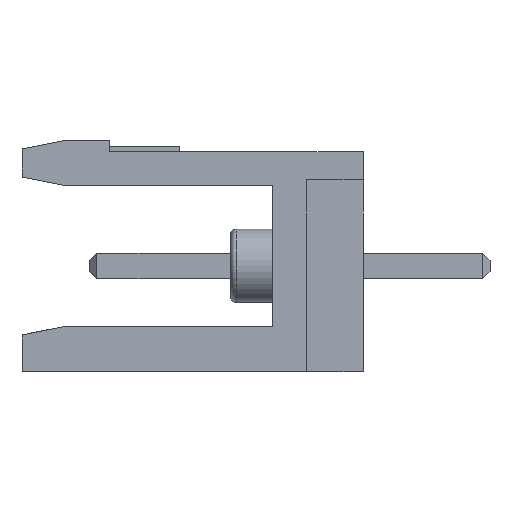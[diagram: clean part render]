
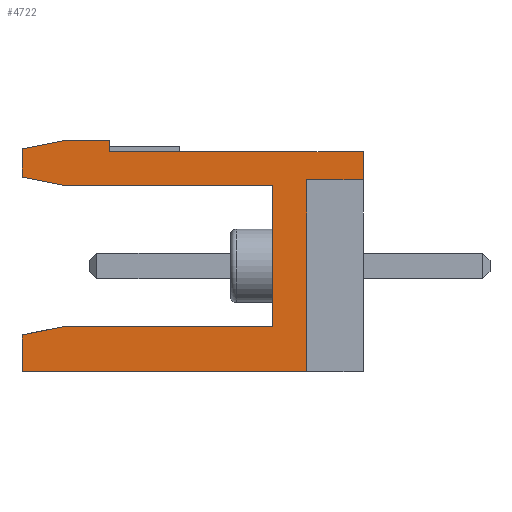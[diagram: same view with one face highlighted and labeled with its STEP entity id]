
A CAD part, left-side view. The second image highlights one B-rep face of the part: STEP entity #4722.
In plain terms, the highlighted planar face has unit normal (-1, 0, 0).
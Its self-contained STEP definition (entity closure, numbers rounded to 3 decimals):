
#91 = VERTEX_POINT ( 'NONE', #1230 ) ;
#162 = DIRECTION ( 'NONE',  ( 1., 0., 0. ) ) ;
#201 = EDGE_LOOP ( 'NONE', ( #2938, #6459, #4141, #2516, #1516, #1606, #4773, #4073, #4137, #4918, #5339, #3665, #5680, #5228, #4016 ) ) ;
#390 = DIRECTION ( 'NONE',  ( 0., 0.981, 0.196 ) ) ;
#403 = DIRECTION ( 'NONE',  ( 0., 0., 1. ) ) ;
#430 = VERTEX_POINT ( 'NONE', #3435 ) ;
#447 = CARTESIAN_POINT ( 'NONE',  ( -17.78, 3.2, -2.15 ) ) ;
#478 = VERTEX_POINT ( 'NONE', #5179 ) ;
#481 = VERTEX_POINT ( 'NONE', #491 ) ;
#491 = CARTESIAN_POINT ( 'NONE',  ( -17.78, 3.2, -2.15 ) ) ;
#506 = VERTEX_POINT ( 'NONE', #3608 ) ;
#546 = CARTESIAN_POINT ( 'NONE',  ( -17.78, 0., 3.05 ) ) ;
#627 = VECTOR ( 'NONE', #6061, 1000. ) ;
#700 = LINE ( 'NONE', #4827, #915 ) ;
#716 = DIRECTION ( 'NONE',  ( 0., 0., -1. ) ) ;
#769 = LINE ( 'NONE', #3925, #627 ) ;
#770 = VECTOR ( 'NONE', #1110, 1000. ) ;
#788 = DIRECTION ( 'NONE',  ( 0., 0., -1. ) ) ;
#885 = VECTOR ( 'NONE', #4138, 1000. ) ;
#915 = VECTOR ( 'NONE', #4970, 1000. ) ;
#1029 = LINE ( 'NONE', #3247, #885 ) ;
#1050 = DIRECTION ( 'NONE',  ( 0., -0.981, 0.196 ) ) ;
#1074 = LINE ( 'NONE', #5255, #2869 ) ;
#1110 = DIRECTION ( 'NONE',  ( 0., -0.981, 0.196 ) ) ;
#1183 = CARTESIAN_POINT ( 'NONE',  ( -17.78, 2., -3.75 ) ) ;
#1230 = CARTESIAN_POINT ( 'NONE',  ( -17.78, 3.2, 2.85 ) ) ;
#1242 = CARTESIAN_POINT ( 'NONE',  ( -17.78, 0., 4.05 ) ) ;
#1359 = LINE ( 'NONE', #6746, #3747 ) ;
#1513 = VERTEX_POINT ( 'NONE', #3670 ) ;
#1516 = ORIENTED_EDGE ( 'NONE', *, *, #4976, .F. ) ;
#1600 = VERTEX_POINT ( 'NONE', #4351 ) ;
#1606 = ORIENTED_EDGE ( 'NONE', *, *, #4358, .F. ) ;
#1639 = AXIS2_PLACEMENT_3D ( 'NONE', #3841, #162, #716 ) ;
#1717 = PLANE ( 'NONE',  #1639 ) ;
#1948 = EDGE_CURVE ( 'NONE', #6880, #1513, #700, .T. ) ;
#1973 = VECTOR ( 'NONE', #4145, 1000. ) ;
#1990 = VERTEX_POINT ( 'NONE', #3476 ) ;
#2105 = LINE ( 'NONE', #447, #4173 ) ;
#2182 = CARTESIAN_POINT ( 'NONE',  ( -17.78, 12.1, 4.15 ) ) ;
#2331 = CARTESIAN_POINT ( 'NONE',  ( -17.78, 12.1, -2.45 ) ) ;
#2468 = DIRECTION ( 'NONE',  ( 0., 0., -1. ) ) ;
#2516 = ORIENTED_EDGE ( 'NONE', *, *, #2533, .F. ) ;
#2529 = CARTESIAN_POINT ( 'NONE',  ( -17.78, 12.1, -3.75 ) ) ;
#2533 = EDGE_CURVE ( 'NONE', #506, #6880, #4426, .T. ) ;
#2628 = EDGE_CURVE ( 'NONE', #91, #430, #6073, .T. ) ;
#2656 = VECTOR ( 'NONE', #788, 1000. ) ;
#2714 = CARTESIAN_POINT ( 'NONE',  ( -17.78, 10.6, 4.45 ) ) ;
#2756 = EDGE_CURVE ( 'NONE', #1990, #481, #1029, .T. ) ;
#2816 = EDGE_CURVE ( 'NONE', #4217, #4383, #3858, .T. ) ;
#2869 = VECTOR ( 'NONE', #1050, 1000. ) ;
#2880 = VECTOR ( 'NONE', #2886, 1000. ) ;
#2886 = DIRECTION ( 'NONE',  ( 0., 1., 0. ) ) ;
#2938 = ORIENTED_EDGE ( 'NONE', *, *, #2816, .F. ) ;
#3063 = CARTESIAN_POINT ( 'NONE',  ( -17.78, 10.6, 4.45 ) ) ;
#3135 = EDGE_CURVE ( 'NONE', #5336, #1600, #3821, .T. ) ;
#3210 = CARTESIAN_POINT ( 'NONE',  ( -17.78, 12.1, 4.15 ) ) ;
#3247 = CARTESIAN_POINT ( 'NONE',  ( -17.78, 10.6, -2.15 ) ) ;
#3435 = CARTESIAN_POINT ( 'NONE',  ( -17.78, 10.6, 2.85 ) ) ;
#3476 = CARTESIAN_POINT ( 'NONE',  ( -17.78, 10.6, -2.15 ) ) ;
#3544 = VECTOR ( 'NONE', #5448, 1000. ) ;
#3608 = CARTESIAN_POINT ( 'NONE',  ( -17.78, 0., 4.05 ) ) ;
#3665 = ORIENTED_EDGE ( 'NONE', *, *, #3824, .F. ) ;
#3670 = CARTESIAN_POINT ( 'NONE',  ( -17.78, 2., 3.05 ) ) ;
#3715 = CARTESIAN_POINT ( 'NONE',  ( -17.78, 9., 4.45 ) ) ;
#3747 = VECTOR ( 'NONE', #2468, 1000. ) ;
#3821 = LINE ( 'NONE', #2714, #6185 ) ;
#3824 = EDGE_CURVE ( 'NONE', #481, #91, #2105, .T. ) ;
#3841 = CARTESIAN_POINT ( 'NONE',  ( -17.78, 0., 0. ) ) ;
#3858 = LINE ( 'NONE', #3893, #2880 ) ;
#3893 = CARTESIAN_POINT ( 'NONE',  ( -17.78, 0., -3.75 ) ) ;
#3925 = CARTESIAN_POINT ( 'NONE',  ( -17.78, 12.1, -3.75 ) ) ;
#4016 = ORIENTED_EDGE ( 'NONE', *, *, #4203, .F. ) ;
#4065 = CARTESIAN_POINT ( 'NONE',  ( -17.78, 10.6, 2.85 ) ) ;
#4073 = ORIENTED_EDGE ( 'NONE', *, *, #6421, .F. ) ;
#4137 = ORIENTED_EDGE ( 'NONE', *, *, #4682, .F. ) ;
#4138 = DIRECTION ( 'NONE',  ( 0., -1., 0. ) ) ;
#4141 = ORIENTED_EDGE ( 'NONE', *, *, #1948, .F. ) ;
#4145 = DIRECTION ( 'NONE',  ( 0., -1., 0. ) ) ;
#4173 = VECTOR ( 'NONE', #403, 1000. ) ;
#4203 = EDGE_CURVE ( 'NONE', #4383, #5501, #769, .T. ) ;
#4217 = VERTEX_POINT ( 'NONE', #1183 ) ;
#4313 = CARTESIAN_POINT ( 'NONE',  ( -17.78, 12.1, 3.15 ) ) ;
#4351 = CARTESIAN_POINT ( 'NONE',  ( -17.78, 9., 4.45 ) ) ;
#4358 = EDGE_CURVE ( 'NONE', #1600, #478, #5320, .T. ) ;
#4383 = VERTEX_POINT ( 'NONE', #2529 ) ;
#4426 = LINE ( 'NONE', #1242, #2656 ) ;
#4446 = EDGE_CURVE ( 'NONE', #1513, #4217, #1359, .T. ) ;
#4682 = EDGE_CURVE ( 'NONE', #5945, #5451, #6017, .T. ) ;
#4722 = ADVANCED_FACE ( 'NONE', ( #5879 ), #1717, .F. ) ;
#4773 = ORIENTED_EDGE ( 'NONE', *, *, #3135, .F. ) ;
#4827 = CARTESIAN_POINT ( 'NONE',  ( -17.78, 0., 3.05 ) ) ;
#4898 = LINE ( 'NONE', #2182, #770 ) ;
#4918 = ORIENTED_EDGE ( 'NONE', *, *, #6018, .F. ) ;
#4930 = DIRECTION ( 'NONE',  ( 0., -1., 0. ) ) ;
#4970 = DIRECTION ( 'NONE',  ( 0., 1., 0. ) ) ;
#4976 = EDGE_CURVE ( 'NONE', #478, #506, #5710, .T. ) ;
#5179 = CARTESIAN_POINT ( 'NONE',  ( -17.78, 9., 4.05 ) ) ;
#5228 = ORIENTED_EDGE ( 'NONE', *, *, #6379, .F. ) ;
#5255 = CARTESIAN_POINT ( 'NONE',  ( -17.78, 12.1, -2.45 ) ) ;
#5305 = CARTESIAN_POINT ( 'NONE',  ( -17.78, 6.5, 4.05 ) ) ;
#5310 = VECTOR ( 'NONE', #6495, 1000. ) ;
#5320 = LINE ( 'NONE', #3715, #5766 ) ;
#5336 = VERTEX_POINT ( 'NONE', #3063 ) ;
#5339 = ORIENTED_EDGE ( 'NONE', *, *, #2628, .F. ) ;
#5418 = CARTESIAN_POINT ( 'NONE',  ( -17.78, 12.1, 3.15 ) ) ;
#5442 = VECTOR ( 'NONE', #390, 1000. ) ;
#5448 = DIRECTION ( 'NONE',  ( 0., 1., 0. ) ) ;
#5451 = VERTEX_POINT ( 'NONE', #3210 ) ;
#5501 = VERTEX_POINT ( 'NONE', #2331 ) ;
#5680 = ORIENTED_EDGE ( 'NONE', *, *, #2756, .F. ) ;
#5710 = LINE ( 'NONE', #5305, #1973 ) ;
#5766 = VECTOR ( 'NONE', #5851, 1000. ) ;
#5851 = DIRECTION ( 'NONE',  ( 0., 0., -1. ) ) ;
#5879 = FACE_OUTER_BOUND ( 'NONE', #201, .T. ) ;
#5945 = VERTEX_POINT ( 'NONE', #4313 ) ;
#6017 = LINE ( 'NONE', #5418, #5310 ) ;
#6018 = EDGE_CURVE ( 'NONE', #430, #5945, #6705, .T. ) ;
#6041 = CARTESIAN_POINT ( 'NONE',  ( -17.78, 3.2, 2.85 ) ) ;
#6061 = DIRECTION ( 'NONE',  ( 0., 0., 1. ) ) ;
#6073 = LINE ( 'NONE', #6041, #3544 ) ;
#6185 = VECTOR ( 'NONE', #4930, 1000. ) ;
#6379 = EDGE_CURVE ( 'NONE', #5501, #1990, #1074, .T. ) ;
#6421 = EDGE_CURVE ( 'NONE', #5451, #5336, #4898, .T. ) ;
#6459 = ORIENTED_EDGE ( 'NONE', *, *, #4446, .F. ) ;
#6495 = DIRECTION ( 'NONE',  ( 0., 0., 1. ) ) ;
#6705 = LINE ( 'NONE', #4065, #5442 ) ;
#6746 = CARTESIAN_POINT ( 'NONE',  ( -17.78, 2., 3.05 ) ) ;
#6880 = VERTEX_POINT ( 'NONE', #546 ) ;
